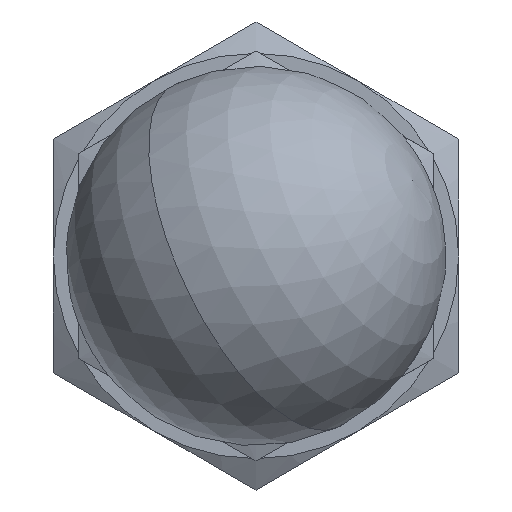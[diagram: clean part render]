
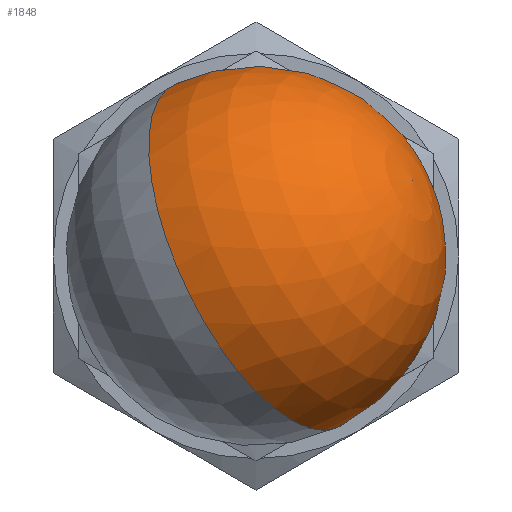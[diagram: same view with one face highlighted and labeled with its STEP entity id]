
A CAD part, front view. The second image highlights one B-rep face of the part: STEP entity #1848.
In plain terms, the highlighted spherical face has radius 7.5 mm.
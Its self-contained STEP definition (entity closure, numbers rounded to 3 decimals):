
#62 = DIRECTION ( 'NONE',  ( 0., 1., 0. ) ) ;
#69 = CARTESIAN_POINT ( 'NONE',  ( -0.656, -10., 5.964 ) ) ;
#127 = CIRCLE ( 'NONE', #2489, 6. ) ;
#173 = CARTESIAN_POINT ( 'NONE',  ( 6., -10., 0. ) ) ;
#208 = CARTESIAN_POINT ( 'NONE',  ( 0., -14.5, 0. ) ) ;
#224 = AXIS2_PLACEMENT_3D ( 'NONE', #660, #62, #1722 ) ;
#243 = DIRECTION ( 'NONE',  ( -0.825, 0.404, -0.395 ) ) ;
#324 = EDGE_CURVE ( 'NONE', #882, #1843, #1515, .T. ) ;
#367 = VERTEX_POINT ( 'NONE', #1736 ) ;
#474 = DIRECTION ( 'NONE',  ( 0., 1., 0. ) ) ;
#623 = DIRECTION ( 'NONE',  ( 0.825, -0.404, 0.395 ) ) ;
#660 = CARTESIAN_POINT ( 'NONE',  ( 0., -10., 0. ) ) ;
#661 = ORIENTED_EDGE ( 'NONE', *, *, #866, .F. ) ;
#691 = CIRCLE ( 'NONE', #1600, 7.5 ) ;
#866 = EDGE_CURVE ( 'NONE', #367, #2353, #2573, .T. ) ;
#882 = VERTEX_POINT ( 'NONE', #173 ) ;
#910 = DIRECTION ( 'NONE',  ( -1., 0., 0. ) ) ;
#1067 = CARTESIAN_POINT ( 'NONE',  ( 0., -14.5, 0. ) ) ;
#1114 = ORIENTED_EDGE ( 'NONE', *, *, #324, .F. ) ;
#1220 = EDGE_LOOP ( 'NONE', ( #661, #2403, #1114, #2575 ) ) ;
#1291 = AXIS2_PLACEMENT_3D ( 'NONE', #1067, #243, #1694 ) ;
#1318 = CARTESIAN_POINT ( 'NONE',  ( 0., -10., 0. ) ) ;
#1431 = SPHERICAL_SURFACE ( 'NONE', #1291, 7.5 ) ;
#1453 = AXIS2_PLACEMENT_3D ( 'NONE', #2454, #1643, #2481 ) ;
#1515 = CIRCLE ( 'NONE', #224, 6. ) ;
#1600 = AXIS2_PLACEMENT_3D ( 'NONE', #208, #623, #2263 ) ;
#1643 = DIRECTION ( 'NONE',  ( -0.825, 0.404, -0.395 ) ) ;
#1655 = EDGE_CURVE ( 'NONE', #367, #1843, #691, .T. ) ;
#1694 = DIRECTION ( 'NONE',  ( 0.565, 0.587, -0.58 ) ) ;
#1699 = FACE_OUTER_BOUND ( 'NONE', #1220, .T. ) ;
#1722 = DIRECTION ( 'NONE',  ( -1., 0., 0. ) ) ;
#1736 = CARTESIAN_POINT ( 'NONE',  ( -0.016, -19.765, -5.341 ) ) ;
#1843 = VERTEX_POINT ( 'NONE', #1885 ) ;
#1848 = ADVANCED_FACE ( 'NONE', ( #1699 ), #1431, .T. ) ;
#1885 = CARTESIAN_POINT ( 'NONE',  ( 4.236, -10., -4.249 ) ) ;
#2263 = DIRECTION ( 'NONE',  ( 0.439, 0.898, 0. ) ) ;
#2343 = EDGE_CURVE ( 'NONE', #2353, #882, #127, .T. ) ;
#2353 = VERTEX_POINT ( 'NONE', #69 ) ;
#2403 = ORIENTED_EDGE ( 'NONE', *, *, #1655, .T. ) ;
#2454 = CARTESIAN_POINT ( 'NONE',  ( 0., -14.5, 0. ) ) ;
#2481 = DIRECTION ( 'NONE',  ( -0.439, -0.898, 0. ) ) ;
#2489 = AXIS2_PLACEMENT_3D ( 'NONE', #1318, #474, #910 ) ;
#2573 = CIRCLE ( 'NONE', #1453, 7.5 ) ;
#2575 = ORIENTED_EDGE ( 'NONE', *, *, #2343, .F. ) ;
